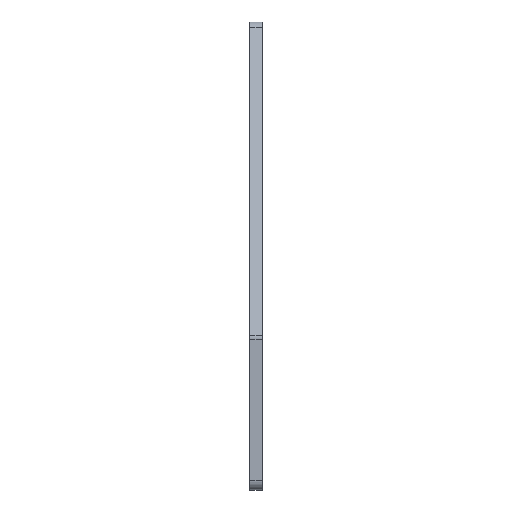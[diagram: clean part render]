
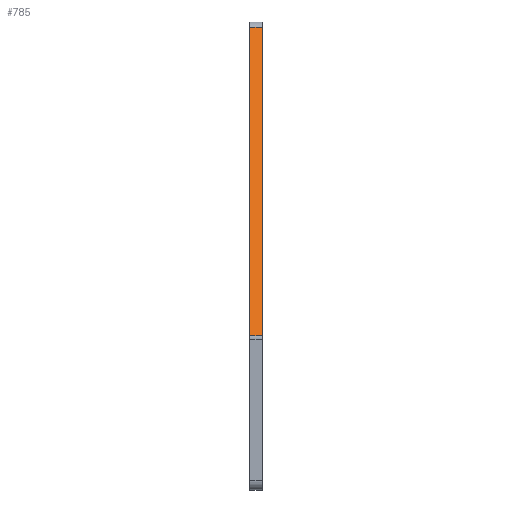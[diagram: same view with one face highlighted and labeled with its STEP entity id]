
A CAD part, left-side view. The second image highlights one B-rep face of the part: STEP entity #785.
In plain terms, the highlighted planar face has unit normal (-0.894, 0, 0.447).
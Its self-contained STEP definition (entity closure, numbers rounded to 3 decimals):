
#47 = DIRECTION ( 'NONE',  ( 0., -1., 0. ) ) ;
#64 = CARTESIAN_POINT ( 'NONE',  ( -48.764, 0., 123. ) ) ;
#79 = CARTESIAN_POINT ( 'NONE',  ( -97.683, 0., 25.161 ) ) ;
#128 = LINE ( 'NONE', #453, #343 ) ;
#138 = VECTOR ( 'NONE', #769, 1000. ) ;
#205 = EDGE_LOOP ( 'NONE', ( #319, #678, #736, #364 ) ) ;
#212 = VERTEX_POINT ( 'NONE', #923 ) ;
#236 = PLANE ( 'NONE',  #755 ) ;
#319 = ORIENTED_EDGE ( 'NONE', *, *, #386, .T. ) ;
#320 = EDGE_CURVE ( 'NONE', #830, #212, #918, .T. ) ;
#343 = VECTOR ( 'NONE', #47, 1000. ) ;
#364 = ORIENTED_EDGE ( 'NONE', *, *, #1055, .F. ) ;
#386 = EDGE_CURVE ( 'NONE', #611, #212, #503, .T. ) ;
#453 = CARTESIAN_POINT ( 'NONE',  ( -49.593, 0., 121.342 ) ) ;
#456 = EDGE_CURVE ( 'NONE', #462, #830, #744, .T. ) ;
#462 = VERTEX_POINT ( 'NONE', #995 ) ;
#503 = LINE ( 'NONE', #1003, #138 ) ;
#588 = CARTESIAN_POINT ( 'NONE',  ( -49.593, 4., 121.342 ) ) ;
#606 = CARTESIAN_POINT ( 'NONE',  ( -48.764, 0., 123. ) ) ;
#611 = VERTEX_POINT ( 'NONE', #588 ) ;
#633 = FACE_OUTER_BOUND ( 'NONE', #205, .T. ) ;
#678 = ORIENTED_EDGE ( 'NONE', *, *, #320, .F. ) ;
#698 = DIRECTION ( 'NONE',  ( -0.447, 0., -0.894 ) ) ;
#732 = VECTOR ( 'NONE', #823, 1000. ) ;
#736 = ORIENTED_EDGE ( 'NONE', *, *, #456, .F. ) ;
#744 = LINE ( 'NONE', #606, #881 ) ;
#755 = AXIS2_PLACEMENT_3D ( 'NONE', #64, #949, #698 ) ;
#769 = DIRECTION ( 'NONE',  ( -0.447, 0., -0.894 ) ) ;
#785 = ADVANCED_FACE ( 'NONE', ( #633 ), #236, .T. ) ;
#823 = DIRECTION ( 'NONE',  ( 0., 1., 0. ) ) ;
#830 = VERTEX_POINT ( 'NONE', #79 ) ;
#881 = VECTOR ( 'NONE', #1009, 1000. ) ;
#912 = CARTESIAN_POINT ( 'NONE',  ( -97.683, 0., 25.161 ) ) ;
#918 = LINE ( 'NONE', #912, #732 ) ;
#923 = CARTESIAN_POINT ( 'NONE',  ( -97.683, 4., 25.161 ) ) ;
#949 = DIRECTION ( 'NONE',  ( -0.894, 0., 0.447 ) ) ;
#995 = CARTESIAN_POINT ( 'NONE',  ( -49.593, 0., 121.342 ) ) ;
#1003 = CARTESIAN_POINT ( 'NONE',  ( -48.764, 4., 123. ) ) ;
#1009 = DIRECTION ( 'NONE',  ( -0.447, 0., -0.894 ) ) ;
#1055 = EDGE_CURVE ( 'NONE', #611, #462, #128, .T. ) ;
